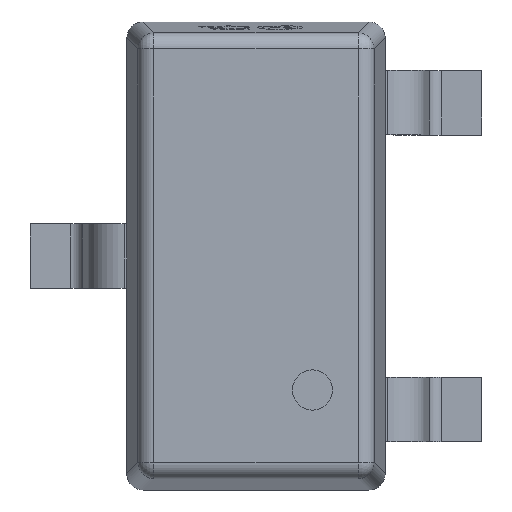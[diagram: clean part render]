
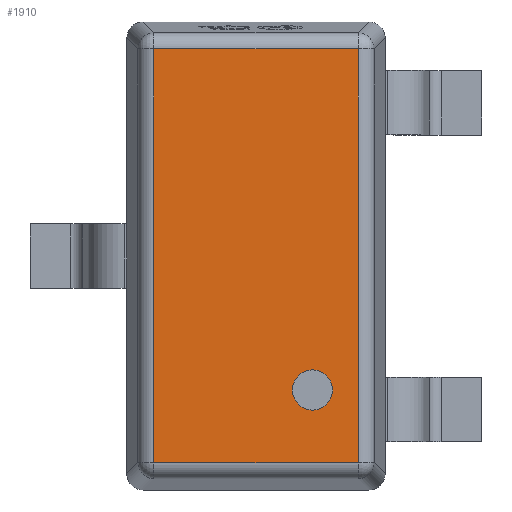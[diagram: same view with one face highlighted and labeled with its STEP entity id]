
A CAD part, top view. The second image highlights one B-rep face of the part: STEP entity #1910.
In plain terms, the highlighted planar face has unit normal (0, 0, 1).
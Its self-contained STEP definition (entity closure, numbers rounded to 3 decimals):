
#88 = VERTEX_POINT('',#89);
#89 = CARTESIAN_POINT('',(0.35,-0.707,1.4)
  );
#95 = EDGE_CURVE('',#96,#88,#98,.T.);
#96 = VERTEX_POINT('',#97);
#97 = CARTESIAN_POINT('',(0.35,-0.956,1.4)
  );
#98 = CIRCLE('',#99,0.125);
#99 = AXIS2_PLACEMENT_3D('',#100,#101,#102);
#100 = CARTESIAN_POINT('',(0.35,-0.831,1.4
    ));
#101 = DIRECTION('',(0.,-0.,1.));
#102 = DIRECTION('',(0.,1.,0.));
#1910 = ADVANCED_FACE('',(#1911,#1921),#1955,.T.);
#1911 = FACE_BOUND('',#1912,.T.);
#1912 = EDGE_LOOP('',(#1913,#1920));
#1913 = ORIENTED_EDGE('',*,*,#1914,.F.);
#1914 = EDGE_CURVE('',#88,#96,#1915,.T.);
#1915 = CIRCLE('',#1916,0.125);
#1916 = AXIS2_PLACEMENT_3D('',#1917,#1918,#1919);
#1917 = CARTESIAN_POINT('',(0.35,-0.831,
    1.4));
#1918 = DIRECTION('',(0.,-0.,1.));
#1919 = DIRECTION('',(0.,1.,0.));
#1920 = ORIENTED_EDGE('',*,*,#95,.F.);
#1921 = FACE_BOUND('',#1922,.T.);
#1922 = EDGE_LOOP('',(#1923,#1933,#1941,#1949));
#1923 = ORIENTED_EDGE('',*,*,#1924,.T.);
#1924 = EDGE_CURVE('',#1925,#1927,#1929,.T.);
#1925 = VERTEX_POINT('',#1926);
#1926 = CARTESIAN_POINT('',(0.632,1.282,1.4
    ));
#1927 = VERTEX_POINT('',#1928);
#1928 = CARTESIAN_POINT('',(-0.632,1.282,
    1.4));
#1929 = LINE('',#1930,#1931);
#1930 = CARTESIAN_POINT('',(0.,1.282,
    1.4));
#1931 = VECTOR('',#1932,1.);
#1932 = DIRECTION('',(-1.,0.,0.));
#1933 = ORIENTED_EDGE('',*,*,#1934,.T.);
#1934 = EDGE_CURVE('',#1927,#1935,#1937,.T.);
#1935 = VERTEX_POINT('',#1936);
#1936 = CARTESIAN_POINT('',(-0.632,-1.282,
    1.4));
#1937 = LINE('',#1938,#1939);
#1938 = CARTESIAN_POINT('',(-0.632,0.,
    1.4));
#1939 = VECTOR('',#1940,1.);
#1940 = DIRECTION('',(0.,-1.,0.));
#1941 = ORIENTED_EDGE('',*,*,#1942,.T.);
#1942 = EDGE_CURVE('',#1935,#1943,#1945,.T.);
#1943 = VERTEX_POINT('',#1944);
#1944 = CARTESIAN_POINT('',(0.632,-1.282,
    1.4));
#1945 = LINE('',#1946,#1947);
#1946 = CARTESIAN_POINT('',(0.,-1.282,
    1.4));
#1947 = VECTOR('',#1948,1.);
#1948 = DIRECTION('',(1.,0.,0.));
#1949 = ORIENTED_EDGE('',*,*,#1950,.T.);
#1950 = EDGE_CURVE('',#1943,#1925,#1951,.T.);
#1951 = LINE('',#1952,#1953);
#1952 = CARTESIAN_POINT('',(0.632,0.,
    1.4));
#1953 = VECTOR('',#1954,1.);
#1954 = DIRECTION('',(0.,1.,0.));
#1955 = PLANE('',#1956);
#1956 = AXIS2_PLACEMENT_3D('',#1957,#1958,#1959);
#1957 = CARTESIAN_POINT('',(0.,0.,1.4));
#1958 = DIRECTION('',(0.,0.,1.));
#1959 = DIRECTION('',(0.,1.,-0.));
